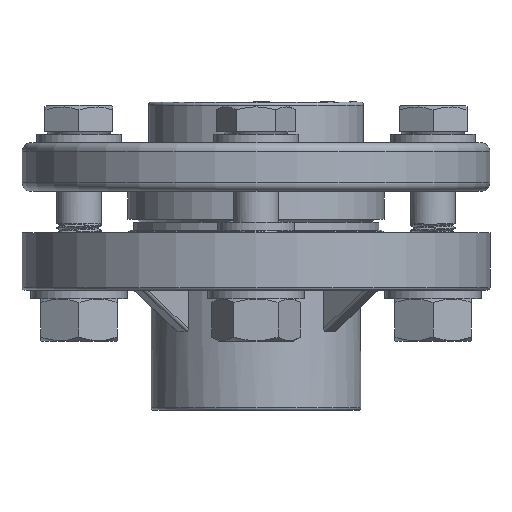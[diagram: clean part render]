
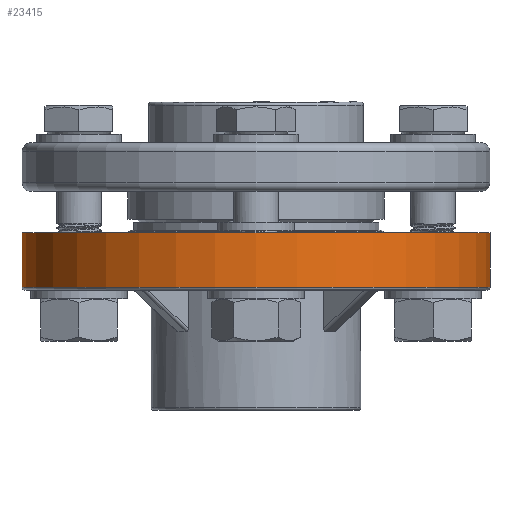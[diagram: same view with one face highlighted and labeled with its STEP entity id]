
A CAD part, front view. The second image highlights one B-rep face of the part: STEP entity #23415.
In plain terms, the highlighted cylindrical face has radius 82.6 mm (diameter 165.2 mm), a full revolution.
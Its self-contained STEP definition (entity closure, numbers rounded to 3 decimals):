
#867=CYLINDRICAL_SURFACE('',#25036,82.6);
#2813=LINE('',#36402,#4834);
#4834=VECTOR('',#27773,82.6);
#6545=FACE_OUTER_BOUND('',#7942,.T.);
#7942=EDGE_LOOP('',(#17530,#17531,#17532,#17533));
#9229=CIRCLE('',#25037,82.6);
#9230=CIRCLE('',#25038,82.6);
#10311=VERTEX_POINT('',#36399);
#10312=VERTEX_POINT('',#36401);
#13010=EDGE_CURVE('',#10311,#10311,#9229,.T.);
#13011=EDGE_CURVE('',#10311,#10312,#2813,.T.);
#13012=EDGE_CURVE('',#10312,#10312,#9230,.T.);
#17530=ORIENTED_EDGE('',*,*,#13010,.T.);
#17531=ORIENTED_EDGE('',*,*,#13011,.T.);
#17532=ORIENTED_EDGE('',*,*,#13012,.T.);
#17533=ORIENTED_EDGE('',*,*,#13011,.F.);
#23415=ADVANCED_FACE('',(#6545),#867,.T.);
#25036=AXIS2_PLACEMENT_3D('',#36398,#27769,#27770);
#25037=AXIS2_PLACEMENT_3D('',#36400,#27771,#27772);
#25038=AXIS2_PLACEMENT_3D('',#36403,#27774,#27775);
#27769=DIRECTION('center_axis',(0.,0.,
1.));
#27770=DIRECTION('ref_axis',(1.,0.,0.));
#27771=DIRECTION('center_axis',(0.,0.,
-1.));
#27772=DIRECTION('ref_axis',(1.,0.,0.));
#27773=DIRECTION('',(0.,0.,-1.));
#27774=DIRECTION('center_axis',(0.,0.,
1.));
#27775=DIRECTION('ref_axis',(1.,0.,0.));
#36398=CARTESIAN_POINT('Origin',(560.,0.,21.));
#36399=CARTESIAN_POINT('',(477.4,0.,40.3));
#36400=CARTESIAN_POINT('Origin',(560.,0.,40.3));
#36401=CARTESIAN_POINT('',(477.4,0.,21.));
#36402=CARTESIAN_POINT('',(477.4,0.,21.));
#36403=CARTESIAN_POINT('Origin',(560.,0.,21.));
